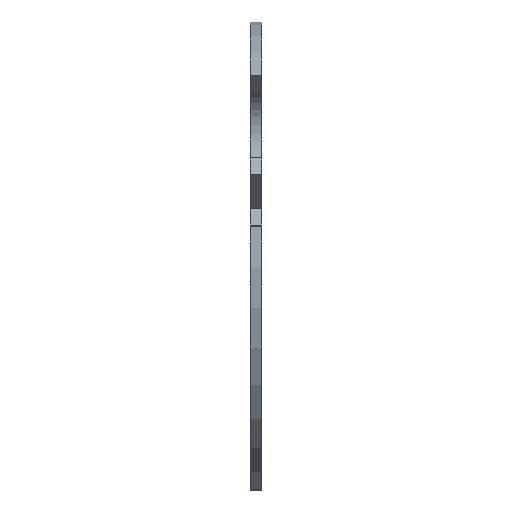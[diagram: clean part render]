
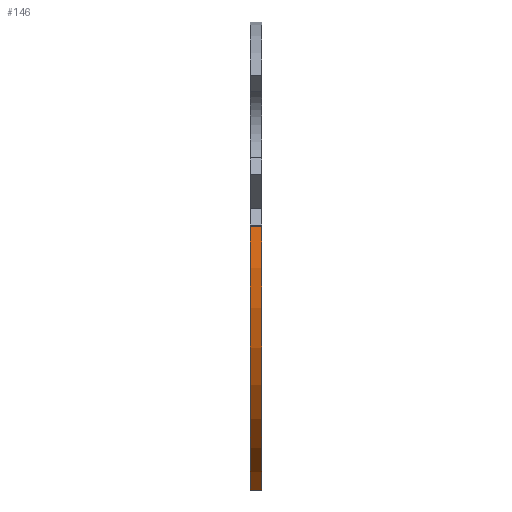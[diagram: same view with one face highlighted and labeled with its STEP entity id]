
A CAD part, left-side view. The second image highlights one B-rep face of the part: STEP entity #146.
In plain terms, the highlighted cylindrical face has radius 250 mm (diameter 500 mm), a partial arc.
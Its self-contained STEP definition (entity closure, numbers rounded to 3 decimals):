
#35 = AXIS2_PLACEMENT_3D ( 'NONE', #564, #791, #1292 ) ;
#71 = LINE ( 'NONE', #792, #840 ) ;
#129 = VECTOR ( 'NONE', #490, 1000. ) ;
#133 = ORIENTED_EDGE ( 'NONE', *, *, #1324, .T. ) ;
#146 = ADVANCED_FACE ( 'NONE', ( #1200 ), #880, .T. ) ;
#201 = DIRECTION ( 'NONE',  ( 0., 1., 0. ) ) ;
#220 = EDGE_LOOP ( 'NONE', ( #133, #1223, #1302, #1227 ) ) ;
#410 = CIRCLE ( 'NONE', #1224, 250. ) ;
#477 = DIRECTION ( 'NONE',  ( 0., -1., 0. ) ) ;
#483 = AXIS2_PLACEMENT_3D ( 'NONE', #508, #201, #1219 ) ;
#490 = DIRECTION ( 'NONE',  ( 0., -1., 0. ) ) ;
#508 = CARTESIAN_POINT ( 'NONE',  ( 0., -6., 0. ) ) ;
#523 = CIRCLE ( 'NONE', #483, 250. ) ;
#540 = CARTESIAN_POINT ( 'NONE',  ( -90., -6., -233.238 ) ) ;
#564 = CARTESIAN_POINT ( 'NONE',  ( 0., 6., 0. ) ) ;
#580 = EDGE_CURVE ( 'NONE', #1133, #752, #410, .T. ) ;
#686 = EDGE_CURVE ( 'NONE', #1133, #992, #71, .T. ) ;
#703 = CARTESIAN_POINT ( 'NONE',  ( -246.99, 6., 38.677 ) ) ;
#749 = CARTESIAN_POINT ( 'NONE',  ( 0., 6., 0. ) ) ;
#752 = VERTEX_POINT ( 'NONE', #765 ) ;
#765 = CARTESIAN_POINT ( 'NONE',  ( -246.99, 6., 38.677 ) ) ;
#791 = DIRECTION ( 'NONE',  ( 0., -1., 0. ) ) ;
#792 = CARTESIAN_POINT ( 'NONE',  ( -90., 6., -233.238 ) ) ;
#830 = EDGE_CURVE ( 'NONE', #752, #1086, #1242, .T. ) ;
#840 = VECTOR ( 'NONE', #477, 1000. ) ;
#880 = CYLINDRICAL_SURFACE ( 'NONE', #35, 250. ) ;
#910 = CARTESIAN_POINT ( 'NONE',  ( -246.99, -6., 38.677 ) ) ;
#940 = DIRECTION ( 'NONE',  ( 0., 1., 0. ) ) ;
#961 = DIRECTION ( 'NONE',  ( 0., 0., 1. ) ) ;
#992 = VERTEX_POINT ( 'NONE', #540 ) ;
#1086 = VERTEX_POINT ( 'NONE', #910 ) ;
#1133 = VERTEX_POINT ( 'NONE', #1190 ) ;
#1190 = CARTESIAN_POINT ( 'NONE',  ( -90., 6., -233.238 ) ) ;
#1200 = FACE_OUTER_BOUND ( 'NONE', #220, .T. ) ;
#1219 = DIRECTION ( 'NONE',  ( 0., 0., 1. ) ) ;
#1223 = ORIENTED_EDGE ( 'NONE', *, *, #830, .F. ) ;
#1224 = AXIS2_PLACEMENT_3D ( 'NONE', #749, #940, #961 ) ;
#1227 = ORIENTED_EDGE ( 'NONE', *, *, #686, .T. ) ;
#1242 = LINE ( 'NONE', #703, #129 ) ;
#1292 = DIRECTION ( 'NONE',  ( 0., 0., -1. ) ) ;
#1302 = ORIENTED_EDGE ( 'NONE', *, *, #580, .F. ) ;
#1324 = EDGE_CURVE ( 'NONE', #992, #1086, #523, .T. ) ;
